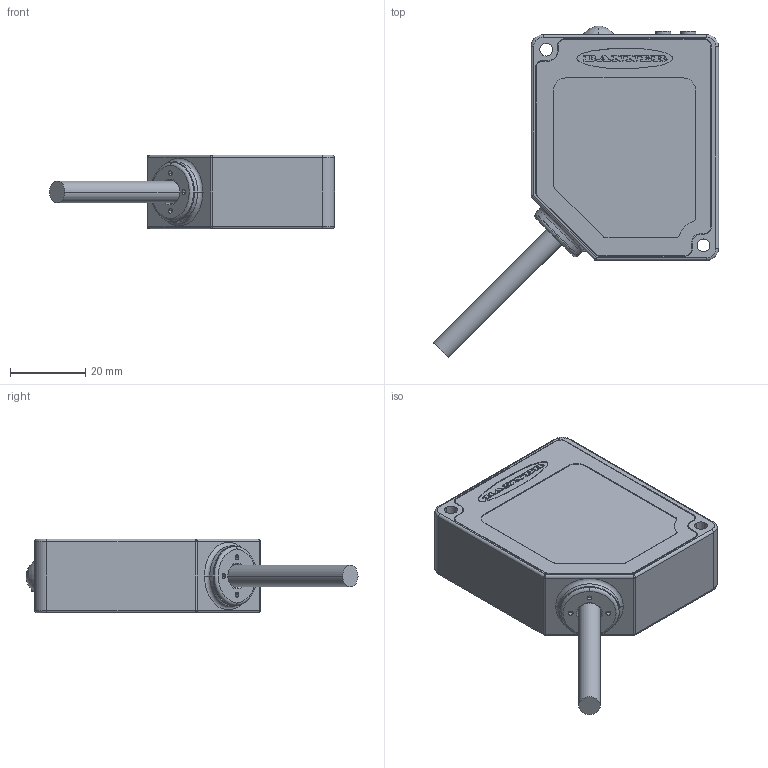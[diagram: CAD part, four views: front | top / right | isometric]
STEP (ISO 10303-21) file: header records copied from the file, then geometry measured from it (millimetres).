
FILE_DESCRIPTION((''),'2;1');
FILE_NAME('156690_SM01_ASM','2022-11-29T13:37:29',('PDMAdmin'),('BANNER ENGINEERING'),'CREO PARAMETRIC BY PTC INC, 2019292','CREO PARAMETRIC BY PTC INC, 2019292','');
FILE_SCHEMA(('CONFIG_CONTROL_DESIGN'));
Products named in the file (3): 156690_EP01; Q50_CABLE---63865_CABLE; 156690_SM01_ASM
Assembly tree (2 placements, depth 2):
  156690_SM01_ASM
    156690_EP01
    Q50_CABLE---63865_CABLE
Bounding box: 75.75 x 88.21 x 19.65 mm (x, y, z)
Volume: 56379.2 mm3; surface area: 12133.3 mm2
Topology: 2 solids, 2 shells, 411 faces, 1080 edges, 699 vertices
Faces by surface type: plane 183, cylinder 107, extrusion 87, torus 14, sphere 8, bspline 8, revolution 2, cone 2
Entity records: 14764 total; most frequent: CARTESIAN_POINT 4745, ORIENTED_EDGE 2148, DIRECTION 1857, EDGE_CURVE 1074, VECTOR 717, VERTEX_POINT 699, LINE 630, AXIS2_PLACEMENT_3D 569
